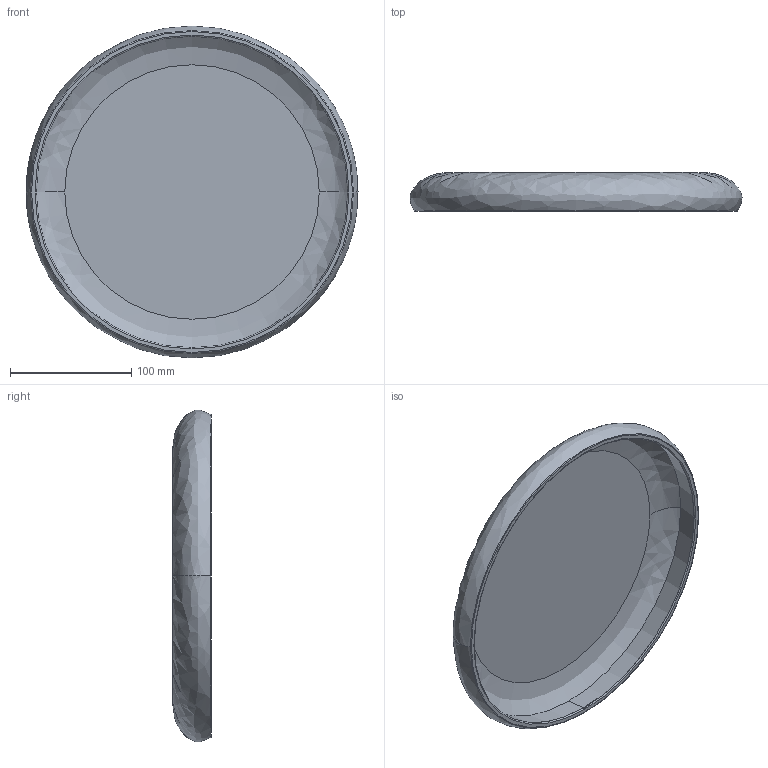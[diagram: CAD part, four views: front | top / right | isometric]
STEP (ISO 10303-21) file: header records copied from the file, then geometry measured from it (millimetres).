
FILE_DESCRIPTION (( 'STEP AP214' ), '1' );
FILE_NAME ('USAU frisbee.STEP', '2024-12-24T01:23:21', ( '' ), ( '' ), 'SwSTEP 2.0', 'SolidWorks 2023', '' );
FILE_SCHEMA (( 'AUTOMOTIVE_DESIGN' ));
Length unit declared in the file: millimetre
Products named in the file (1): USAU frisbee
Bounding box: 273.97 x 32 x 273.73 mm (x, y, z)
Volume: 268656.9 mm3; surface area: 151612.3 mm2
Topology: 1 solids, 1 shells, 15 faces, 32 edges, 20 vertices
Faces by surface type: torus 6, bspline 4, plane 3, cone 2
Entity records: 541 total; most frequent: CARTESIAN_POINT 190, DIRECTION 78, ORIENTED_EDGE 64, AXIS2_PLACEMENT_3D 38, EDGE_CURVE 32, CIRCLE 26, VERTEX_POINT 20, EDGE_LOOP 16
